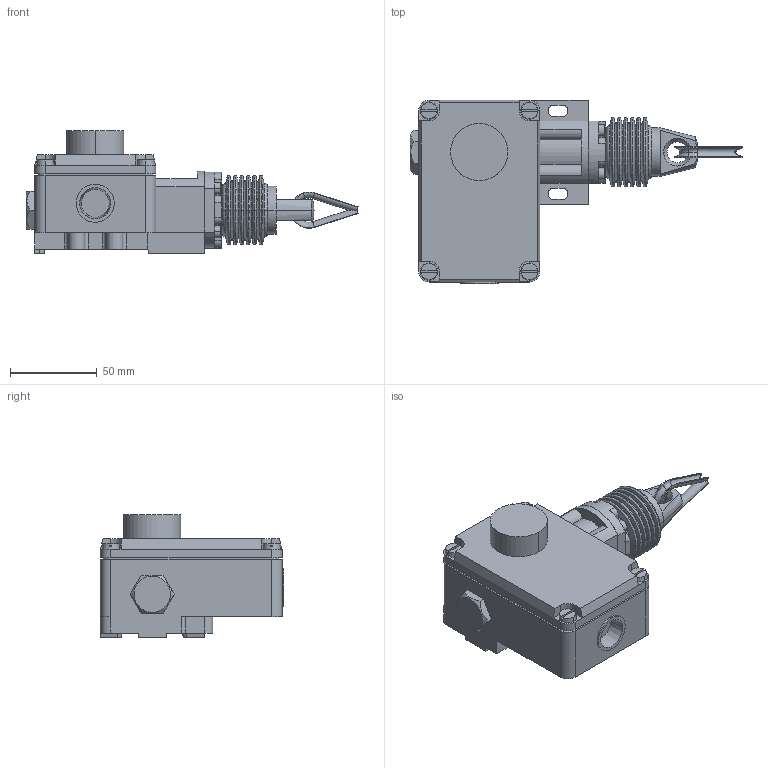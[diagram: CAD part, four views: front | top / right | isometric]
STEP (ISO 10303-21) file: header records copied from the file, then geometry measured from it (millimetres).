
FILE_DESCRIPTION(('STEP AP214'),'1');
FILE_NAME('cctmp_B1175963-E281-4532-8CF2-9BAEFA563D33_2023_07_21_12_42_12_0470..stp','2023-07-21T10:42:12',('SIEMENS A&D'),('CADClick - www.CADClick.com'),'Spatial InterOp 3D postprocessed',' ','unknown authorization');
FILE_SCHEMA(('AUTOMOTIVE_DESIGN'));
Length unit declared in the file: millimetre
Products named in the file (3): cc_unnamed; 2023_07_21_12_42_12_0447; 2023_07_21_12_42_12_0443
Assembly tree (2 placements, depth 2):
  cc_unnamed
    2023_07_21_12_42_12_0447
    2023_07_21_12_42_12_0443
Bounding box: 191.82 x 106 x 71 mm (x, y, z)
Volume: 464740.6 mm3; surface area: 57952.7 mm2
Topology: 2 solids, 3 shells, 364 faces, 915 edges, 573 vertices
Faces by surface type: plane 166, cylinder 84, torus 64, cone 48, sphere 2
Entity records: 12206 total; most frequent: CARTESIAN_POINT 2038, DIRECTION 2018, ORIENTED_EDGE 1826, EDGE_CURVE 913, AXIS2_PLACEMENT_3D 771, VERTEX_POINT 573, LINE 476, VECTOR 476
